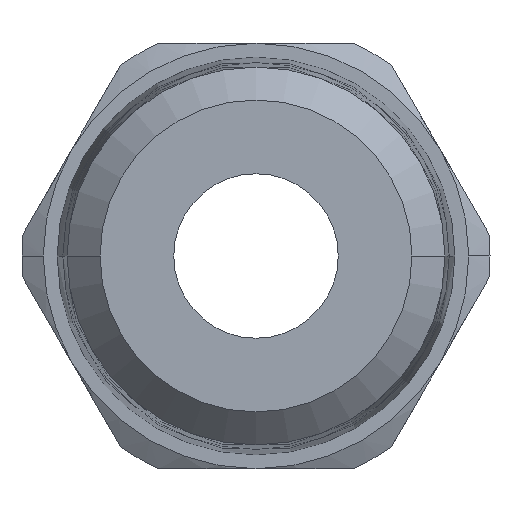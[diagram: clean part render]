
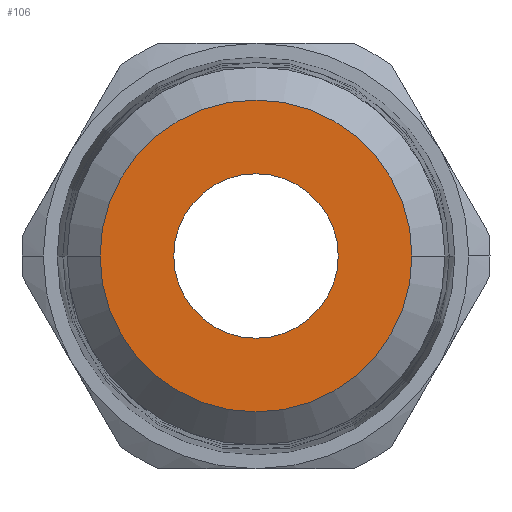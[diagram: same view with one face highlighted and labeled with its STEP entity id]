
A CAD part, front view. The second image highlights one B-rep face of the part: STEP entity #106.
In plain terms, the highlighted planar face has unit normal (0, -1, 0).
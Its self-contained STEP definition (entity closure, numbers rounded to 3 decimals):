
#106=ADVANCED_FACE('',(#255,#256),#257,.T.);
#255=FACE_BOUND('',#434,.T.);
#256=FACE_OUTER_BOUND('',#435,.T.);
#257=PLANE('',#436);
#434=EDGE_LOOP('',(#950,#951));
#435=EDGE_LOOP('',(#952,#953));
#436=AXIS2_PLACEMENT_3D('',#954,#955,#956);
#950=ORIENTED_EDGE('',*,*,#1198,.T.);
#951=ORIENTED_EDGE('',*,*,#1310,.T.);
#952=ORIENTED_EDGE('',*,*,#1187,.F.);
#953=ORIENTED_EDGE('',*,*,#1318,.F.);
#954=CARTESIAN_POINT('',(2.749,-30.3,0.0));
#955=DIRECTION('',(-0.0,-1.0,-0.0));
#956=DIRECTION('',(-1.0,0.0,0.0));
#1187=EDGE_CURVE('',#1424,#1427,#1428,.T.);
#1198=EDGE_CURVE('',#1448,#1445,#1449,.T.);
#1310=EDGE_CURVE('',#1445,#1448,#1630,.T.);
#1318=EDGE_CURVE('',#1427,#1424,#1640,.T.);
#1424=VERTEX_POINT('',#1810);
#1427=VERTEX_POINT('',#1814);
#1428=CIRCLE('',#1815,5.498);
#1445=VERTEX_POINT('',#1837);
#1448=VERTEX_POINT('',#1841);
#1449=CIRCLE('',#1842,2.9);
#1630=CIRCLE('',#2448,2.9);
#1640=CIRCLE('',#2458,5.498);
#1810=CARTESIAN_POINT('',(5.498,-30.3,0.0));
#1814=CARTESIAN_POINT('',(-5.498,-30.3,0.));
#1815=AXIS2_PLACEMENT_3D('',#2607,#2608,#2609);
#1837=CARTESIAN_POINT('',(2.9,-30.3,0.));
#1841=CARTESIAN_POINT('',(-2.9,-30.3,0.));
#1842=AXIS2_PLACEMENT_3D('',#2628,#2629,#2630);
#2448=AXIS2_PLACEMENT_3D('',#2778,#2779,#2780);
#2458=AXIS2_PLACEMENT_3D('',#2802,#2803,#2804);
#2607=CARTESIAN_POINT('',(0.0,-30.3,0.0));
#2608=DIRECTION('',(-0.0,1.0,0.0));
#2609=DIRECTION('',(1.0,0.0,0.0));
#2628=CARTESIAN_POINT('',(0.0,-30.3,0.0));
#2629=DIRECTION('',(-0.0,1.0,0.0));
#2630=DIRECTION('',(1.0,0.0,0.0));
#2778=CARTESIAN_POINT('',(0.0,-30.3,0.0));
#2779=DIRECTION('',(-0.0,1.0,0.0));
#2780=DIRECTION('',(1.0,0.0,0.0));
#2802=CARTESIAN_POINT('',(0.0,-30.3,0.0));
#2803=DIRECTION('',(-0.0,1.0,0.0));
#2804=DIRECTION('',(1.0,0.0,0.0));
